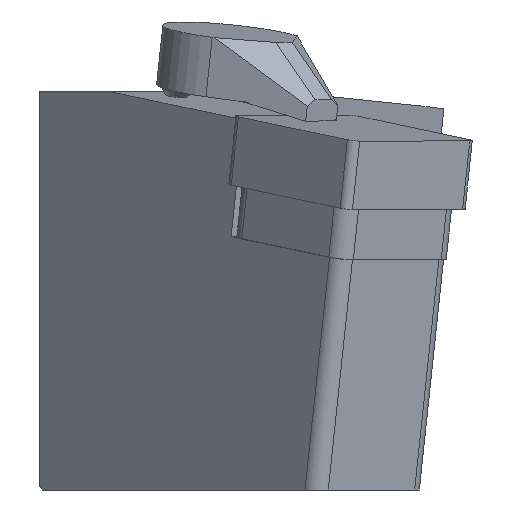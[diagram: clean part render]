
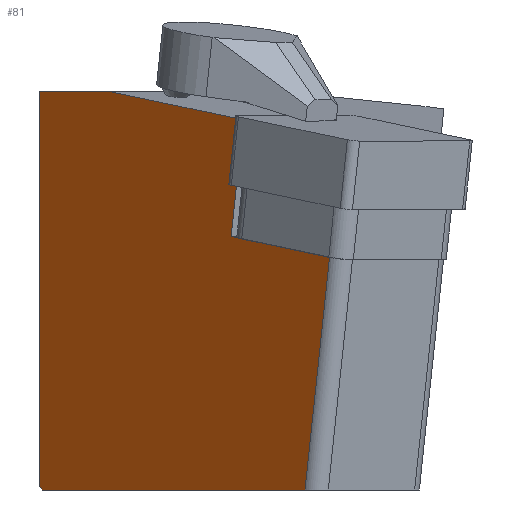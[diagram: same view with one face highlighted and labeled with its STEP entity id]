
A CAD part, left-side view. The second image highlights one B-rep face of the part: STEP entity #81.
In plain terms, the highlighted planar face has unit normal (-0.707, 0.707, 0).
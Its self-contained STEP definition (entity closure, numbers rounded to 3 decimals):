
#81=ADVANCED_FACE('',(#205),#153,.F.);
#153=PLANE('',#1312);
#205=FACE_OUTER_BOUND('',#278,.T.);
#278=EDGE_LOOP('',(#652,#653,#654,#655,#656,#657,#658,#659,#660));
#347=LINE('',#1760,#484);
#360=LINE('',#1787,#497);
#365=LINE('',#1807,#502);
#369=LINE('',#1819,#506);
#370=LINE('',#1821,#507);
#371=LINE('',#1823,#508);
#372=LINE('',#1825,#509);
#373=LINE('',#1827,#510);
#374=LINE('',#1828,#511);
#484=VECTOR('',#1410,1.);
#497=VECTOR('',#1427,1.);
#502=VECTOR('',#1444,1.);
#506=VECTOR('',#1454,1.);
#507=VECTOR('',#1455,1.);
#508=VECTOR('',#1456,1.);
#509=VECTOR('',#1457,1.);
#510=VECTOR('',#1458,1.);
#511=VECTOR('',#1459,1.);
#652=ORIENTED_EDGE('',*,*,#1121,.F.);
#653=ORIENTED_EDGE('',*,*,#1122,.F.);
#654=ORIENTED_EDGE('',*,*,#1123,.F.);
#655=ORIENTED_EDGE('',*,*,#1124,.F.);
#656=ORIENTED_EDGE('',*,*,#1125,.F.);
#657=ORIENTED_EDGE('',*,*,#1115,.F.);
#658=ORIENTED_EDGE('',*,*,#1092,.F.);
#659=ORIENTED_EDGE('',*,*,#1126,.T.);
#660=ORIENTED_EDGE('',*,*,#1105,.F.);
#979=VERTEX_POINT('',#1757);
#980=VERTEX_POINT('',#1759);
#987=VERTEX_POINT('',#1776);
#992=VERTEX_POINT('',#1786);
#1002=VERTEX_POINT('',#1808);
#1007=VERTEX_POINT('',#1820);
#1008=VERTEX_POINT('',#1822);
#1009=VERTEX_POINT('',#1824);
#1010=VERTEX_POINT('',#1826);
#1092=EDGE_CURVE('',#980,#979,#347,.T.);
#1105=EDGE_CURVE('',#992,#987,#360,.T.);
#1115=EDGE_CURVE('',#979,#1002,#365,.T.);
#1121=EDGE_CURVE('',#1007,#992,#369,.T.);
#1122=EDGE_CURVE('',#1008,#1007,#370,.T.);
#1123=EDGE_CURVE('',#1009,#1008,#371,.T.);
#1124=EDGE_CURVE('',#1010,#1009,#372,.T.);
#1125=EDGE_CURVE('',#1002,#1010,#373,.T.);
#1126=EDGE_CURVE('',#980,#987,#374,.T.);
#1312=AXIS2_PLACEMENT_3D('',#1829,#1460,#1461);
#1410=DIRECTION('',(-0.699,-0.699,-0.147));
#1427=DIRECTION('',(-0.699,-0.699,-0.147));
#1444=DIRECTION('',(-0.699,-0.699,-0.147));
#1454=DIRECTION('',(-0.707,-0.707,0.));
#1455=DIRECTION('',(-0.001,0.,1.));
#1456=DIRECTION('',(0.577,0.577,0.577));
#1457=DIRECTION('',(0.707,0.707,0.));
#1458=DIRECTION('',(0.105,0.104,-0.989));
#1459=DIRECTION('',(-0.105,-0.104,0.989));
#1460=DIRECTION('',(0.707,-0.707,0.));
#1461=DIRECTION('',(0.707,0.707,0.));
#1757=CARTESIAN_POINT('',(11.836,-18.132,-8.863));
#1759=CARTESIAN_POINT('',(12.413,-17.554,-8.742));
#1760=CARTESIAN_POINT('',(3.392,-26.577,-10.643));
#1776=CARTESIAN_POINT('',(11.283,-18.678,1.95));
#1786=CARTESIAN_POINT('',(23.379,-6.582,4.5));
#1787=CARTESIAN_POINT('',(2.262,-27.701,0.049));
#1807=CARTESIAN_POINT('',(3.392,-26.577,-10.643));
#1808=CARTESIAN_POINT('',(3.392,-26.577,-10.643));
#1819=CARTESIAN_POINT('',(6.399,-23.561,4.5));
#1820=CARTESIAN_POINT('',(29.961,0.,4.5));
#1821=CARTESIAN_POINT('',(29.986,0.,-39.204));
#1822=CARTESIAN_POINT('',(29.981,0.,-31.7));
#1823=CARTESIAN_POINT('',(11.769,-18.223,-49.923));
#1824=CARTESIAN_POINT('',(29.682,-0.3,-32.));
#1825=CARTESIAN_POINT('',(6.409,-23.572,-32.));
#1826=CARTESIAN_POINT('',(5.649,-24.332,-32.));
#1827=CARTESIAN_POINT('',(6.412,-23.574,-39.218));
#1828=CARTESIAN_POINT('',(10.845,-19.114,6.095));
#1829=CARTESIAN_POINT('',(6.412,-23.574,-39.218));
